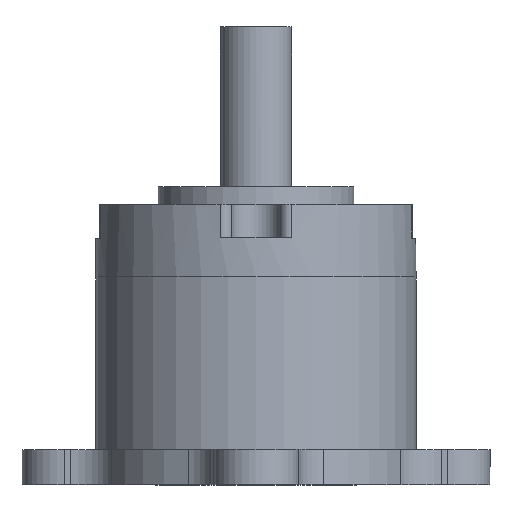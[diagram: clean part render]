
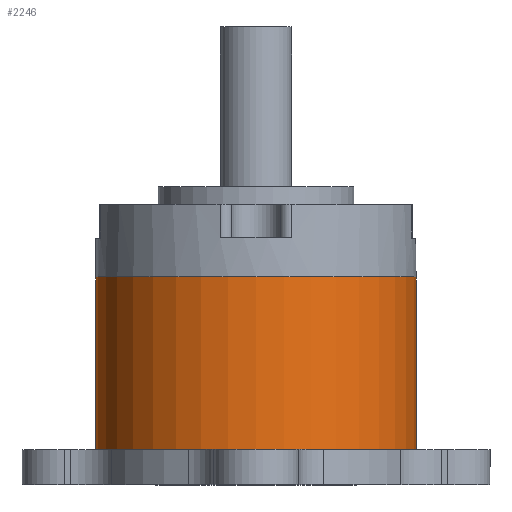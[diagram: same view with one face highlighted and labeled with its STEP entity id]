
A CAD part, top view. The second image highlights one B-rep face of the part: STEP entity #2246.
In plain terms, the highlighted cylindrical face has radius 18 mm (diameter 36 mm), a full revolution.
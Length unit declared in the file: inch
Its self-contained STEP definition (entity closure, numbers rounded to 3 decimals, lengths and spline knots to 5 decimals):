
#85=CYLINDRICAL_SURFACE('',#2507,0.70866);
#243=FACE_OUTER_BOUND('',#393,.T.);
#393=EDGE_LOOP('',(#1893,#1894,#1895,#1896));
#554=LINE('',#3798,#697);
#697=VECTOR('',#3102,0.70866);
#878=CIRCLE('',#2508,0.70866);
#879=CIRCLE('',#2509,0.70866);
#1078=VERTEX_POINT('',#3795);
#1079=VERTEX_POINT('',#3797);
#1366=EDGE_CURVE('',#1078,#1078,#878,.T.);
#1367=EDGE_CURVE('',#1078,#1079,#554,.T.);
#1368=EDGE_CURVE('',#1079,#1079,#879,.T.);
#1893=ORIENTED_EDGE('',*,*,#1366,.F.);
#1894=ORIENTED_EDGE('',*,*,#1367,.T.);
#1895=ORIENTED_EDGE('',*,*,#1368,.T.);
#1896=ORIENTED_EDGE('',*,*,#1367,.F.);
#2246=ADVANCED_FACE('',(#243),#85,.T.);
#2507=AXIS2_PLACEMENT_3D('',#3794,#3098,#3099);
#2508=AXIS2_PLACEMENT_3D('',#3796,#3100,#3101);
#2509=AXIS2_PLACEMENT_3D('',#3799,#3103,#3104);
#3098=DIRECTION('center_axis',(0.,1.,0.));
#3099=DIRECTION('ref_axis',(1.,0.,0.));
#3100=DIRECTION('center_axis',(0.,1.,0.));
#3101=DIRECTION('ref_axis',(1.,0.,0.));
#3102=DIRECTION('',(0.,-1.,0.));
#3103=DIRECTION('center_axis',(0.,1.,0.));
#3104=DIRECTION('ref_axis',(1.,0.,0.));
#3794=CARTESIAN_POINT('Origin',(0.,0.,0.));
#3795=CARTESIAN_POINT('',(-0.70866,0.765,0.));
#3796=CARTESIAN_POINT('Origin',(0.,0.765,0.));
#3797=CARTESIAN_POINT('',(-0.70866,0.,0.));
#3798=CARTESIAN_POINT('',(-0.70866,0.,0.));
#3799=CARTESIAN_POINT('Origin',(0.,0.,0.));
